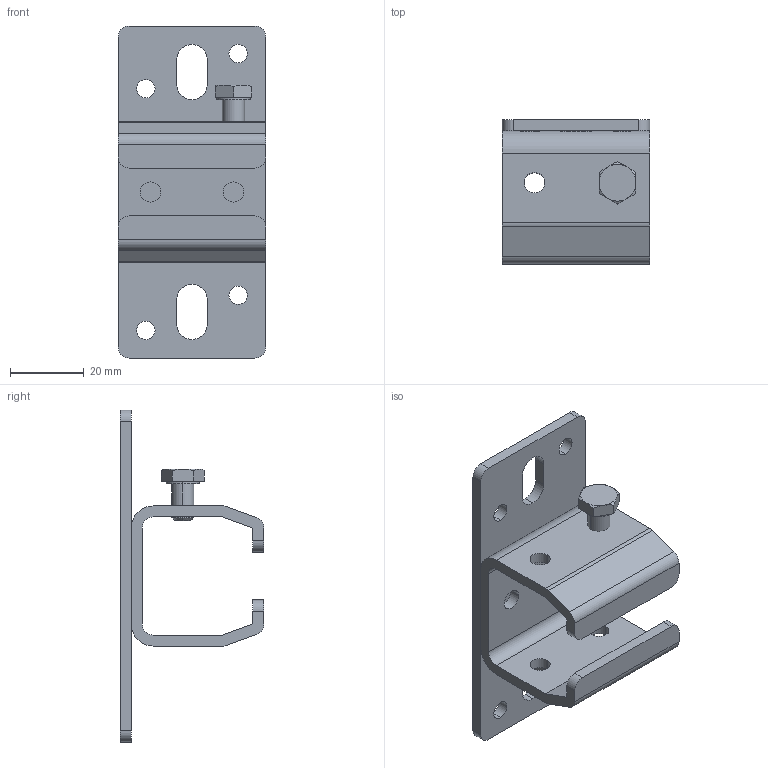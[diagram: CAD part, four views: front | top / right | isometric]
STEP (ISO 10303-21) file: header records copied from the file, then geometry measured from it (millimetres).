
FILE_DESCRIPTION (( 'STEP AP214' ), '1' );
FILE_NAME ('010220.STEP', '2015-07-07T13:25:16', ( '' ), ( '' ), 'SwSTEP 2.0', 'SolidWorks 2014', '' );
FILE_SCHEMA (( 'AUTOMOTIVE_DESIGN' ));
Length unit declared in the file: millimetre
Products named in the file (1): 010220
Bounding box: 40 x 39 x 90 mm (x, y, z)
Surface area: 17106 mm2 (no closed solid volume)
Topology: 0 solids, 3 shells, 95 faces, 266 edges, 181 vertices
Faces by surface type: cylinder 44, plane 37, cone 8, sphere 6
Entity records: 4258 total; most frequent: CARTESIAN_POINT 603, DIRECTION 564, ORIENTED_EDGE 514, EDGE_CURVE 266, AXIS2_PLACEMENT_3D 214, VERTEX_POINT 181, VECTOR 136, LINE 136
